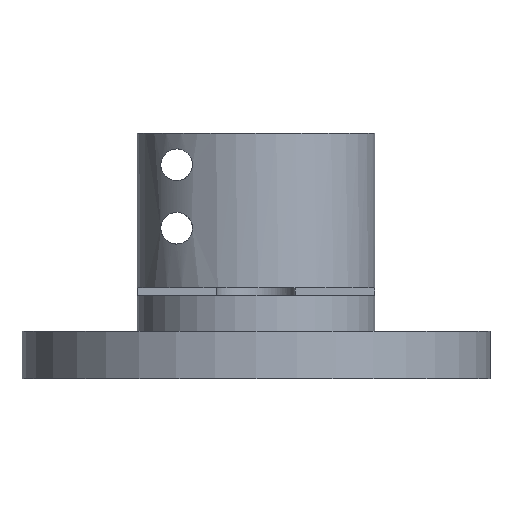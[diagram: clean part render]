
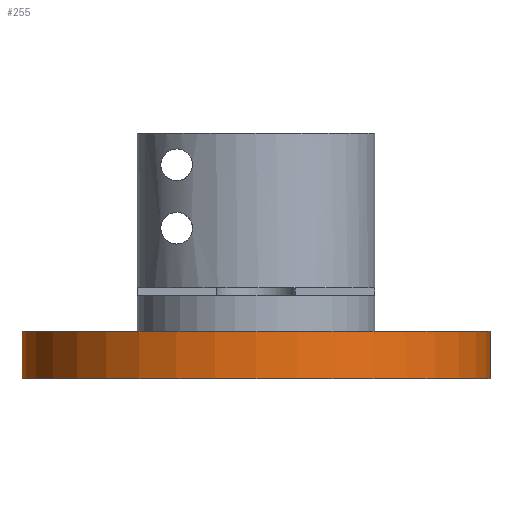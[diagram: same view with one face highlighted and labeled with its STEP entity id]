
A CAD part, front view. The second image highlights one B-rep face of the part: STEP entity #255.
In plain terms, the highlighted cylindrical face has radius 29.5 mm (diameter 59 mm), a partial arc.
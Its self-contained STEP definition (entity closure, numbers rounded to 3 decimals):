
#3 = FACE_OUTER_BOUND ( 'NONE', #854, .T. ) ;
#19 = LINE ( 'NONE', #1119, #603 ) ;
#64 = LINE ( 'NONE', #611, #680 ) ;
#73 = DIRECTION ( 'NONE',  ( 0., 0., 1. ) ) ;
#127 = EDGE_CURVE ( 'NONE', #1619, #971, #1403, .T. ) ;
#250 = DIRECTION ( 'NONE',  ( 0., 0., 1. ) ) ;
#255 = ADVANCED_FACE ( 'NONE', ( #3 ), #1793, .T. ) ;
#331 = CARTESIAN_POINT ( 'NONE',  ( 29.5, 0., 0. ) ) ;
#356 = CARTESIAN_POINT ( 'NONE',  ( -29.5, 0., -6. ) ) ;
#376 = ORIENTED_EDGE ( 'NONE', *, *, #1294, .F. ) ;
#412 = EDGE_CURVE ( 'NONE', #971, #442, #64, .T. ) ;
#417 = DIRECTION ( 'NONE',  ( 1., 0., 0. ) ) ;
#442 = VERTEX_POINT ( 'NONE', #331 ) ;
#532 = CARTESIAN_POINT ( 'NONE',  ( -29.5, 0., 0. ) ) ;
#572 = CARTESIAN_POINT ( 'NONE',  ( 0., 0., -6. ) ) ;
#603 = VECTOR ( 'NONE', #1373, 1000. ) ;
#611 = CARTESIAN_POINT ( 'NONE',  ( 29.5, 0., -6. ) ) ;
#642 = DIRECTION ( 'NONE',  ( 1., 0., 0. ) ) ;
#680 = VECTOR ( 'NONE', #1049, 1000. ) ;
#768 = CARTESIAN_POINT ( 'NONE',  ( 0., 0., -6. ) ) ;
#854 = EDGE_LOOP ( 'NONE', ( #376, #916, #1082, #1531 ) ) ;
#916 = ORIENTED_EDGE ( 'NONE', *, *, #127, .T. ) ;
#971 = VERTEX_POINT ( 'NONE', #1552 ) ;
#1049 = DIRECTION ( 'NONE',  ( 0., 0., 1. ) ) ;
#1082 = ORIENTED_EDGE ( 'NONE', *, *, #412, .T. ) ;
#1119 = CARTESIAN_POINT ( 'NONE',  ( -29.5, 0., -6. ) ) ;
#1132 = AXIS2_PLACEMENT_3D ( 'NONE', #1508, #73, #642 ) ;
#1187 = EDGE_CURVE ( 'NONE', #1384, #442, #1598, .T. ) ;
#1193 = DIRECTION ( 'NONE',  ( 1., 0., 0. ) ) ;
#1225 = AXIS2_PLACEMENT_3D ( 'NONE', #768, #250, #1193 ) ;
#1294 = EDGE_CURVE ( 'NONE', #1619, #1384, #19, .T. ) ;
#1373 = DIRECTION ( 'NONE',  ( 0., 0., 1. ) ) ;
#1375 = AXIS2_PLACEMENT_3D ( 'NONE', #572, #1512, #417 ) ;
#1384 = VERTEX_POINT ( 'NONE', #532 ) ;
#1403 = CIRCLE ( 'NONE', #1225, 29.5 ) ;
#1508 = CARTESIAN_POINT ( 'NONE',  ( 0., 0., 0. ) ) ;
#1512 = DIRECTION ( 'NONE',  ( 0., 0., 1. ) ) ;
#1531 = ORIENTED_EDGE ( 'NONE', *, *, #1187, .F. ) ;
#1552 = CARTESIAN_POINT ( 'NONE',  ( 29.5, 0., -6. ) ) ;
#1598 = CIRCLE ( 'NONE', #1132, 29.5 ) ;
#1619 = VERTEX_POINT ( 'NONE', #356 ) ;
#1793 = CYLINDRICAL_SURFACE ( 'NONE', #1375, 29.5 ) ;
